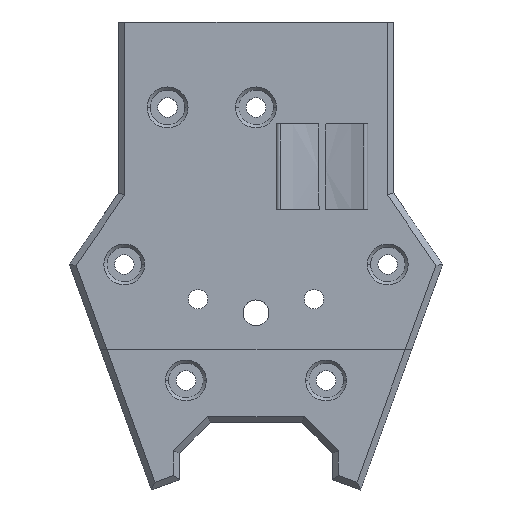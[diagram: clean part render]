
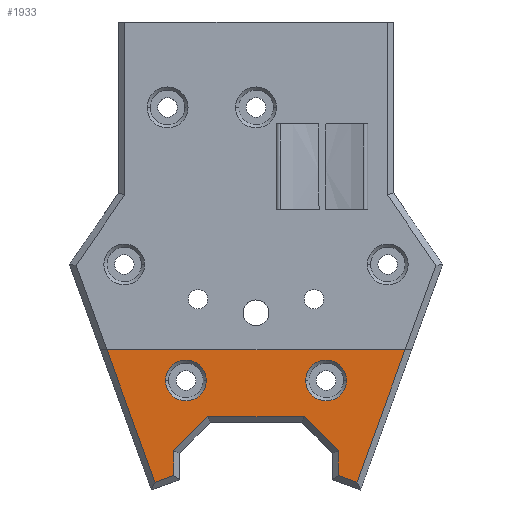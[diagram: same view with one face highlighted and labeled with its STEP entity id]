
A CAD part, top view. The second image highlights one B-rep face of the part: STEP entity #1933.
In plain terms, the highlighted planar face has unit normal (0, 0, 1).
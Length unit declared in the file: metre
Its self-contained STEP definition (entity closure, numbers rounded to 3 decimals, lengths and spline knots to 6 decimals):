
#64=PLANE('',#2139);
#176=LINE('',#3155,#341);
#179=LINE('',#3161,#344);
#182=LINE('',#3167,#347);
#185=LINE('',#3173,#350);
#187=LINE('',#3178,#352);
#192=LINE('',#3188,#357);
#195=LINE('',#3194,#360);
#198=LINE('',#3200,#363);
#199=LINE('',#3202,#364);
#214=LINE('',#3247,#379);
#341=VECTOR('',#2536,1.);
#344=VECTOR('',#2541,1.);
#347=VECTOR('',#2546,1.);
#350=VECTOR('',#2551,1.);
#352=VECTOR('',#2555,1.);
#357=VECTOR('',#2562,1.);
#360=VECTOR('',#2567,1.);
#363=VECTOR('',#2572,1.);
#364=VECTOR('',#2575,1.);
#379=VECTOR('',#2634,1.);
#785=ORIENTED_EDGE('',*,*,#1208,.F.);
#786=ORIENTED_EDGE('',*,*,#973,.F.);
#787=ORIENTED_EDGE('',*,*,#1128,.T.);
#788=ORIENTED_EDGE('',*,*,#1151,.T.);
#789=ORIENTED_EDGE('',*,*,#1150,.T.);
#790=ORIENTED_EDGE('',*,*,#1147,.T.);
#791=ORIENTED_EDGE('',*,*,#1144,.T.);
#792=ORIENTED_EDGE('',*,*,#1139,.T.);
#793=ORIENTED_EDGE('',*,*,#1178,.F.);
#794=ORIENTED_EDGE('',*,*,#1137,.T.);
#795=ORIENTED_EDGE('',*,*,#1134,.T.);
#796=ORIENTED_EDGE('',*,*,#1131,.T.);
#797=ORIENTED_EDGE('',*,*,#1209,.F.);
#798=ORIENTED_EDGE('',*,*,#969,.F.);
#969=EDGE_CURVE('',#1244,#1245,#1417,.T.);
#973=EDGE_CURVE('',#1248,#1249,#1419,.T.);
#1128=EDGE_CURVE('',#1369,#1371,#176,.T.);
#1131=EDGE_CURVE('',#1372,#1369,#179,.T.);
#1134=EDGE_CURVE('',#1375,#1372,#182,.T.);
#1137=EDGE_CURVE('',#1376,#1375,#185,.T.);
#1139=EDGE_CURVE('',#1380,#1379,#187,.T.);
#1144=EDGE_CURVE('',#1383,#1380,#192,.T.);
#1147=EDGE_CURVE('',#1385,#1383,#195,.T.);
#1150=EDGE_CURVE('',#1386,#1385,#198,.T.);
#1151=EDGE_CURVE('',#1371,#1386,#199,.T.);
#1178=EDGE_CURVE('',#1376,#1379,#214,.T.);
#1208=EDGE_CURVE('',#1249,#1248,#1494,.T.);
#1209=EDGE_CURVE('',#1245,#1244,#1495,.T.);
#1244=VERTEX_POINT('',#2820);
#1245=VERTEX_POINT('',#2822);
#1248=VERTEX_POINT('',#2829);
#1249=VERTEX_POINT('',#2831);
#1369=VERTEX_POINT('',#3150);
#1371=VERTEX_POINT('',#3154);
#1372=VERTEX_POINT('',#3158);
#1375=VERTEX_POINT('',#3165);
#1376=VERTEX_POINT('',#3170);
#1379=VERTEX_POINT('',#3177);
#1380=VERTEX_POINT('',#3179);
#1383=VERTEX_POINT('',#3186);
#1385=VERTEX_POINT('',#3192);
#1386=VERTEX_POINT('',#3197);
#1417=CIRCLE('',#1980,0.00335);
#1419=CIRCLE('',#1983,0.00335);
#1494=CIRCLE('',#2140,0.00335);
#1495=CIRCLE('',#2141,0.00335);
#1617=EDGE_LOOP('',(#785,#786));
#1618=EDGE_LOOP('',(#787,#788,#789,#790,#791,#792,#793,#794,#795,#796));
#1619=EDGE_LOOP('',(#797,#798));
#1760=FACE_BOUND('',#1617,.T.);
#1761=FACE_BOUND('',#1618,.T.);
#1762=FACE_BOUND('',#1619,.T.);
#1933=ADVANCED_FACE('',(#1760,#1761,#1762),#64,.T.);
#1980=AXIS2_PLACEMENT_3D('',#2821,#2214,#2215);
#1983=AXIS2_PLACEMENT_3D('',#2830,#2222,#2223);
#2139=AXIS2_PLACEMENT_3D('',#3305,#2692,#2693);
#2140=AXIS2_PLACEMENT_3D('',#3306,#2694,#2695);
#2141=AXIS2_PLACEMENT_3D('',#3307,#2696,#2697);
#2214=DIRECTION('',(0.,0.,1.));
#2215=DIRECTION('',(1.,0.,0.));
#2222=DIRECTION('',(0.,0.,1.));
#2223=DIRECTION('',(1.,0.,0.));
#2536=DIRECTION('',(0.707,0.707,0.));
#2541=DIRECTION('',(0.,1.,0.));
#2546=DIRECTION('',(0.94,0.342,0.));
#2551=DIRECTION('',(0.342,-0.94,0.));
#2555=DIRECTION('',(0.342,0.94,0.));
#2562=DIRECTION('',(0.94,-0.342,0.));
#2567=DIRECTION('',(0.,-1.,0.));
#2572=DIRECTION('',(0.707,-0.707,0.));
#2575=DIRECTION('',(1.,0.,0.));
#2634=DIRECTION('',(1.,0.,0.));
#2692=DIRECTION('',(0.,0.,1.));
#2693=DIRECTION('',(1.,0.,0.));
#2694=DIRECTION('',(0.,0.,1.));
#2695=DIRECTION('',(1.,0.,0.));
#2696=DIRECTION('',(0.,0.,1.));
#2697=DIRECTION('',(1.,0.,0.));
#2820=CARTESIAN_POINT('',(0.211854,0.138233,0.148238));
#2821=CARTESIAN_POINT('',(0.215204,0.138233,0.148238));
#2822=CARTESIAN_POINT('',(0.218554,0.138233,0.148238));
#2829=CARTESIAN_POINT('',(0.234841,0.138233,0.148238));
#2830=CARTESIAN_POINT('',(0.238191,0.138233,0.148238));
#2831=CARTESIAN_POINT('',(0.241541,0.138233,0.148238));
#3150=CARTESIAN_POINT('',(0.213197,0.126725,0.148238));
#3154=CARTESIAN_POINT('',(0.218783,0.132311,0.148238));
#3155=CARTESIAN_POINT('',(0.217797,0.131325,0.148238));
#3158=CARTESIAN_POINT('',(0.213197,0.122678,0.148238));
#3161=CARTESIAN_POINT('',(0.213197,0.126311,0.148238));
#3165=CARTESIAN_POINT('',(0.210153,0.12157,0.148238));
#3167=CARTESIAN_POINT('',(0.236672,0.131222,0.148238));
#3170=CARTESIAN_POINT('',(0.202268,0.143233,0.148238));
#3173=CARTESIAN_POINT('',(0.200178,0.148974,0.148238));
#3177=CARTESIAN_POINT('',(0.251127,0.143233,0.148238));
#3178=CARTESIAN_POINT('',(0.253216,0.148974,0.148238));
#3179=CARTESIAN_POINT('',(0.243242,0.12157,0.148238));
#3186=CARTESIAN_POINT('',(0.240197,0.122678,0.148238));
#3188=CARTESIAN_POINT('',(0.216723,0.131222,0.148238));
#3192=CARTESIAN_POINT('',(0.240197,0.126725,0.148238));
#3194=CARTESIAN_POINT('',(0.240197,0.158627,0.148238));
#3197=CARTESIAN_POINT('',(0.234611,0.132311,0.148238));
#3200=CARTESIAN_POINT('',(0.217497,0.149426,0.148238));
#3202=CARTESIAN_POINT('',(0.226457,0.132311,0.148238));
#3247=CARTESIAN_POINT('',(0.226697,0.143233,0.148238));
#3305=CARTESIAN_POINT('',(0.226697,0.158627,0.148238));
#3306=CARTESIAN_POINT('',(0.238191,0.138233,0.148238));
#3307=CARTESIAN_POINT('',(0.215204,0.138233,0.148238));
